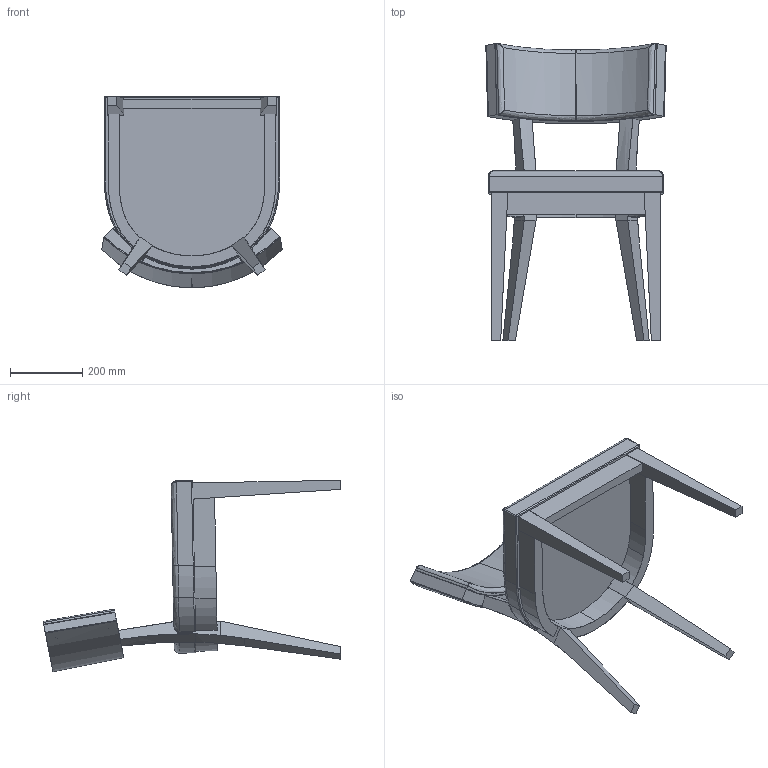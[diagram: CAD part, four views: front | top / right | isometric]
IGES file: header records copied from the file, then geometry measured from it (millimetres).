
Start section: SolidWorks IGES file using analytic representation for surfaces
Global section: file name: Cadeira HOLLY M-610 UW.IGS; native system: SolidWorks 2017; preprocessor: SolidWorks 2017; author: Adao; date: 170310.083623; units: millimetre
Bounding box: 500.22 x 825.01 x 530.85 mm (x, y, z)
Surface area: 1484202 mm2 (no closed solid volume)
Topology: 0 solids, 0 shells, 162 faces, 1770 edges, 1756 vertices
Faces by surface type: bspline 97, revolution 65
